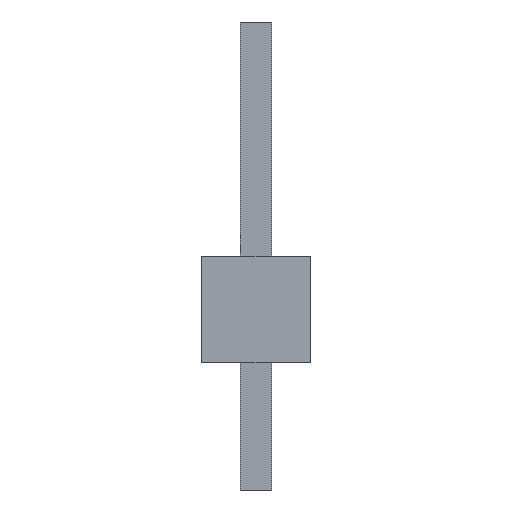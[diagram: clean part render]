
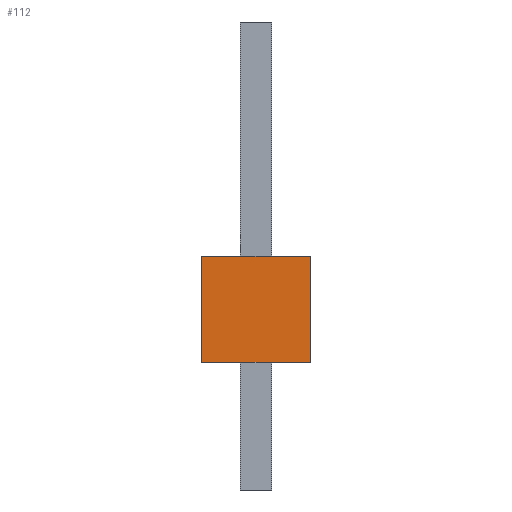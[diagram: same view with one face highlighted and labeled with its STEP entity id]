
A CAD part, front view. The second image highlights one B-rep face of the part: STEP entity #112.
In plain terms, the highlighted planar face has unit normal (0, -1, 0).
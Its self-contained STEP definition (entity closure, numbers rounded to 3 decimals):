
#13=DIRECTION('',(0.,0.,1.));
#14=DIRECTION('',(1.,0.,0.));
#63=EDGE_CURVE('',#64,#66,#68,.T.);
#64=VERTEX_POINT('',#65);
#65=CARTESIAN_POINT('',(-1.27,-1.271,0.));
#66=VERTEX_POINT('',#67);
#67=CARTESIAN_POINT('',(-1.27,-1.271,2.5));
#68=LINE('',#65,#69);
#69=VECTOR('',#13,1.);
#76=DIRECTION('',(0.,1.,0.));
#90=ORIENTED_EDGE('',*,*,#91,.F.);
#91=EDGE_CURVE('',#92,#94,#96,.T.);
#92=VERTEX_POINT('',#93);
#93=CARTESIAN_POINT('',(1.27,-1.271,0.));
#94=VERTEX_POINT('',#95);
#95=CARTESIAN_POINT('',(1.27,-1.271,2.5));
#96=LINE('',#93,#69);
#112=ADVANCED_FACE('',(#113),#123,.F.);
#113=FACE_BOUND('',#114,.F.);
#114=EDGE_LOOP('',(#115,#119,#120,#90));
#115=ORIENTED_EDGE('',*,*,#116,.F.);
#116=EDGE_CURVE('',#64,#92,#117,.T.);
#117=LINE('',#65,#118);
#118=VECTOR('',#14,1.);
#119=ORIENTED_EDGE('',*,*,#63,.T.);
#120=ORIENTED_EDGE('',*,*,#121,.T.);
#121=EDGE_CURVE('',#66,#94,#122,.T.);
#122=LINE('',#67,#118);
#123=PLANE('',#124);
#124=AXIS2_PLACEMENT_3D('',#65,#76,#13);
